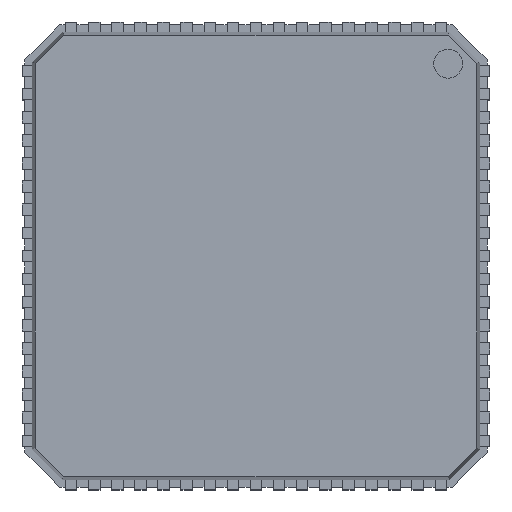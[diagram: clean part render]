
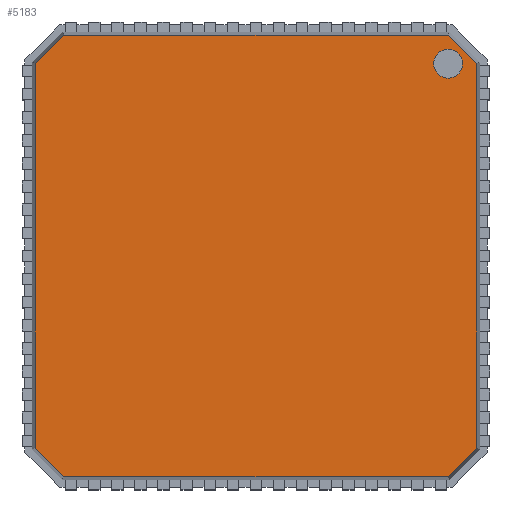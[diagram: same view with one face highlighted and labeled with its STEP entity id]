
A CAD part, top view. The second image highlights one B-rep face of the part: STEP entity #5183.
In plain terms, the highlighted planar face has unit normal (0, 0, 1).
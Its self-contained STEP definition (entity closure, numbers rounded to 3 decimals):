
#5183=ADVANCED_FACE('',(#9202,#9204),#9206,.T.);
#9202=FACE_BOUND('',#9203,.T.);
#9203=EDGE_LOOP('',(#12627,#12628,#12629,#12630,#12631,#12632,#12633,#12634));
#9204=FACE_BOUND('',#9205,.T.);
#9205=EDGE_LOOP('',(#12635));
#9206=PLANE('',#9207);
#9207=AXIS2_PLACEMENT_3D('',#9208,#9209,#9210);
#9208=CARTESIAN_POINT('',(0.,0.,0.85));
#9209=DIRECTION('',(0.,0.,1.));
#9210=DIRECTION('',(-1.,0.,0.));
#12627=ORIENTED_EDGE('',*,*,#14340,.T.);
#12628=ORIENTED_EDGE('',*,*,#14338,.T.);
#12629=ORIENTED_EDGE('',*,*,#14336,.T.);
#12630=ORIENTED_EDGE('',*,*,#14334,.T.);
#12631=ORIENTED_EDGE('',*,*,#14332,.T.);
#12632=ORIENTED_EDGE('',*,*,#14330,.T.);
#12633=ORIENTED_EDGE('',*,*,#14328,.T.);
#12634=ORIENTED_EDGE('',*,*,#14342,.T.);
#12635=ORIENTED_EDGE('',*,*,#14343,.T.);
#14328=EDGE_CURVE('',#17163,#17161,#17164,.T.);
#14330=EDGE_CURVE('',#17166,#17163,#17167,.T.);
#14332=EDGE_CURVE('',#17169,#17166,#17170,.T.);
#14334=EDGE_CURVE('',#17172,#17169,#17173,.T.);
#14336=EDGE_CURVE('',#17175,#17172,#17176,.T.);
#14338=EDGE_CURVE('',#17178,#17175,#17179,.T.);
#14340=EDGE_CURVE('',#17181,#17178,#17182,.T.);
#14342=EDGE_CURVE('',#17161,#17181,#17184,.T.);
#14343=EDGE_CURVE('',#17185,#17185,#17186,.F.);
#17161=VERTEX_POINT('',#23517);
#17163=VERTEX_POINT('',#23521);
#17164=LINE('',#23522,#23523);
#17166=VERTEX_POINT('',#23528);
#17167=LINE('',#23529,#23530);
#17169=VERTEX_POINT('',#23535);
#17170=LINE('',#23536,#23537);
#17172=VERTEX_POINT('',#23542);
#17173=LINE('',#23543,#23544);
#17175=VERTEX_POINT('',#23549);
#17176=LINE('',#23550,#23551);
#17178=VERTEX_POINT('',#23556);
#17179=LINE('',#23557,#23558);
#17181=VERTEX_POINT('',#23563);
#17182=LINE('',#23564,#23565);
#17184=LINE('',#23570,#23571);
#17185=VERTEX_POINT('',#23573);
#17186=CIRCLE('',#23574,0.25);
#23517=CARTESIAN_POINT('',(-3.823,-3.326,0.85));
#23521=CARTESIAN_POINT('',(-3.823,3.326,0.85));
#23522=CARTESIAN_POINT('',(-3.823,3.326,0.85));
#23523=VECTOR('',#23524,1.);
#23524=DIRECTION('',(0.,-1.,0.));
#23528=CARTESIAN_POINT('',(-3.326,3.823,0.85));
#23529=CARTESIAN_POINT('',(-3.326,3.823,0.85));
#23530=VECTOR('',#23531,1.);
#23531=DIRECTION('',(-0.707,-0.707,0.));
#23535=CARTESIAN_POINT('',(3.326,3.823,0.85));
#23536=CARTESIAN_POINT('',(3.326,3.823,0.85));
#23537=VECTOR('',#23538,1.);
#23538=DIRECTION('',(-1.,0.,0.));
#23542=CARTESIAN_POINT('',(3.823,3.326,0.85));
#23543=CARTESIAN_POINT('',(3.823,3.326,0.85));
#23544=VECTOR('',#23545,1.);
#23545=DIRECTION('',(-0.707,0.707,0.));
#23549=CARTESIAN_POINT('',(3.823,-3.326,0.85));
#23550=CARTESIAN_POINT('',(3.823,-3.326,0.85));
#23551=VECTOR('',#23552,1.);
#23552=DIRECTION('',(0.,1.,0.));
#23556=CARTESIAN_POINT('',(3.326,-3.823,0.85));
#23557=CARTESIAN_POINT('',(3.326,-3.823,0.85));
#23558=VECTOR('',#23559,1.);
#23559=DIRECTION('',(0.707,0.707,0.));
#23563=CARTESIAN_POINT('',(-3.326,-3.823,0.85));
#23564=CARTESIAN_POINT('',(-3.326,-3.823,0.85));
#23565=VECTOR('',#23566,1.);
#23566=DIRECTION('',(1.,0.,0.));
#23570=CARTESIAN_POINT('',(-3.823,-3.326,0.85));
#23571=VECTOR('',#23572,1.);
#23572=DIRECTION('',(0.707,-0.707,0.));
#23573=CARTESIAN_POINT('',(3.326,3.076,0.85));
#23574=AXIS2_PLACEMENT_3D('',#23575,#23576,#23577);
#23575=CARTESIAN_POINT('',(3.326,3.326,0.85));
#23576=DIRECTION('',(0.,0.,1.));
#23577=DIRECTION('',(0.,-1.,0.));
